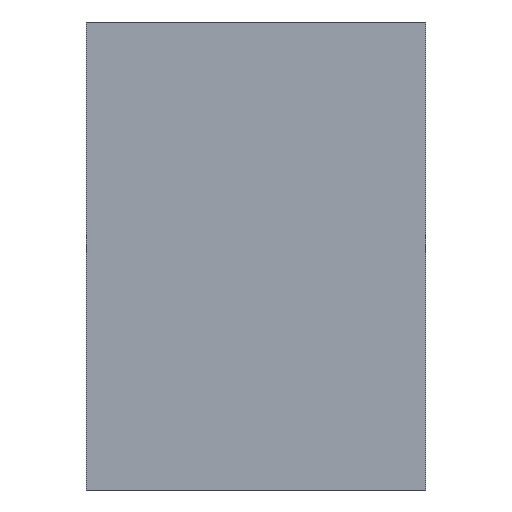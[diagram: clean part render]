
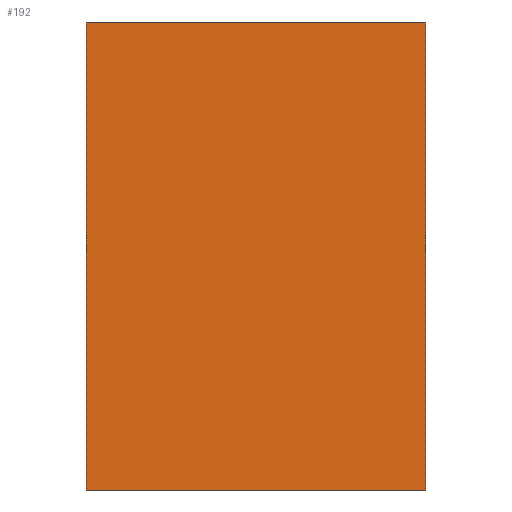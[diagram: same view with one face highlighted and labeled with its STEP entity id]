
A CAD part, left-side view. The second image highlights one B-rep face of the part: STEP entity #192.
In plain terms, the highlighted planar face has unit normal (-1, 0, 0).
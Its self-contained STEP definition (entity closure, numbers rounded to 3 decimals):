
#22=FACE_OUTER_BOUND('',#33,.T.);
#33=EDGE_LOOP('',(#151,#152,#153,#154));
#57=LINE('',#309,#81);
#58=LINE('',#312,#82);
#59=LINE('',#314,#83);
#60=LINE('',#315,#84);
#81=VECTOR('',#254,10.);
#82=VECTOR('',#257,10.);
#83=VECTOR('',#258,10.);
#84=VECTOR('',#259,10.);
#99=VERTEX_POINT('',#305);
#100=VERTEX_POINT('',#307);
#101=VERTEX_POINT('',#311);
#102=VERTEX_POINT('',#313);
#121=EDGE_CURVE('',#99,#100,#57,.T.);
#122=EDGE_CURVE('',#101,#99,#58,.T.);
#123=EDGE_CURVE('',#102,#100,#59,.T.);
#124=EDGE_CURVE('',#101,#102,#60,.T.);
#151=ORIENTED_EDGE('',*,*,#122,.T.);
#152=ORIENTED_EDGE('',*,*,#121,.T.);
#153=ORIENTED_EDGE('',*,*,#123,.F.);
#154=ORIENTED_EDGE('',*,*,#124,.F.);
#181=PLANE('',#217);
#192=ADVANCED_FACE('',(#22),#181,.T.);
#217=AXIS2_PLACEMENT_3D('',#310,#255,#256);
#254=DIRECTION('',(0.,0.,1.));
#255=DIRECTION('center_axis',(-1.,0.,0.));
#256=DIRECTION('ref_axis',(0.,-1.,0.));
#257=DIRECTION('',(0.,-1.,0.));
#258=DIRECTION('',(0.,-1.,0.));
#259=DIRECTION('',(0.,0.,1.));
#305=CARTESIAN_POINT('',(-46.5,0.,0.));
#307=CARTESIAN_POINT('',(-46.5,0.,42.));
#309=CARTESIAN_POINT('',(-46.5,0.,0.));
#310=CARTESIAN_POINT('Origin',(-46.5,30.5,0.));
#311=CARTESIAN_POINT('',(-46.5,30.5,0.));
#312=CARTESIAN_POINT('',(-46.5,30.5,0.));
#313=CARTESIAN_POINT('',(-46.5,30.5,42.));
#314=CARTESIAN_POINT('',(-46.5,30.5,42.));
#315=CARTESIAN_POINT('',(-46.5,30.5,0.));
